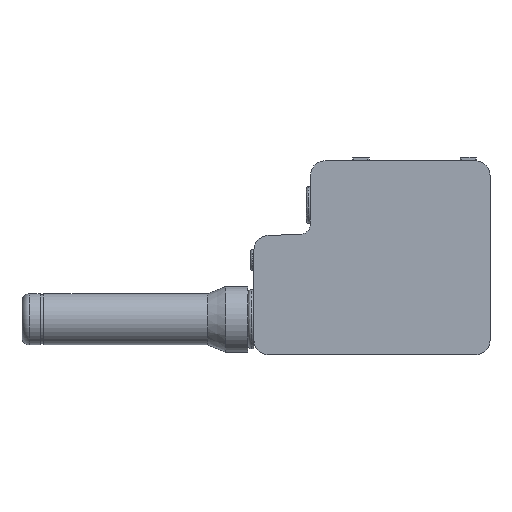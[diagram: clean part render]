
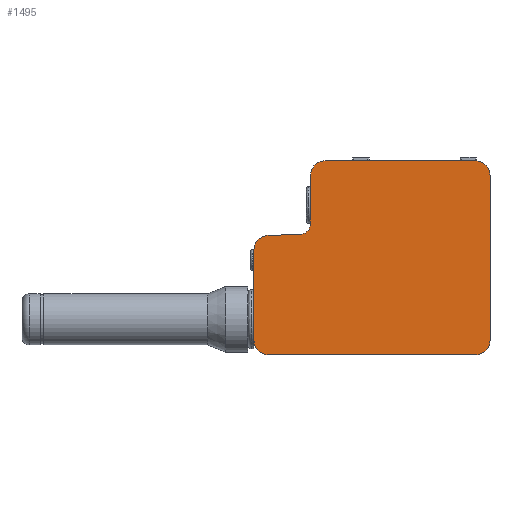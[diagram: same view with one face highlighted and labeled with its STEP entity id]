
A CAD part, front view. The second image highlights one B-rep face of the part: STEP entity #1495.
In plain terms, the highlighted planar face has unit normal (0, -1, 0).
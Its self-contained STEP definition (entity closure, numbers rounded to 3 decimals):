
#15 = VERTEX_POINT ( 'NONE', #1492 ) ;
#97 = DIRECTION ( 'NONE',  ( 0., 1., 0. ) ) ;
#139 = DIRECTION ( 'NONE',  ( 0., 0., 1. ) ) ;
#141 = DIRECTION ( 'NONE',  ( 0., 0., -1. ) ) ;
#293 = DIRECTION ( 'NONE',  ( 1., 0., 0.029 ) ) ;
#330 = DIRECTION ( 'NONE',  ( 0., 0., -1. ) ) ;
#346 = CARTESIAN_POINT ( 'NONE',  ( -25.15, 5.485, 24.666 ) ) ;
#443 = ORIENTED_EDGE ( 'NONE', *, *, #1131, .F. ) ;
#447 = ORIENTED_EDGE ( 'NONE', *, *, #3786, .F. ) ;
#507 = ORIENTED_EDGE ( 'NONE', *, *, #4569, .F. ) ;
#519 = VECTOR ( 'NONE', #3182, 1000. ) ;
#559 = EDGE_CURVE ( 'NONE', #3940, #15, #1505, .T. ) ;
#562 = DIRECTION ( 'NONE',  ( 0., 1., 0. ) ) ;
#643 = FACE_OUTER_BOUND ( 'NONE', #4435, .T. ) ;
#772 = LINE ( 'NONE', #1121, #4266 ) ;
#884 = EDGE_CURVE ( 'NONE', #15, #2933, #4946, .T. ) ;
#889 = CARTESIAN_POINT ( 'NONE',  ( -40.67, 5.485, 24.65 ) ) ;
#894 = VECTOR ( 'NONE', #293, 1000. ) ;
#899 = DIRECTION ( 'NONE',  ( 0., 0., -1. ) ) ;
#1007 = CIRCLE ( 'NONE', #4277, 4. ) ;
#1121 = CARTESIAN_POINT ( 'NONE',  ( -25.15, 5.485, 24.65 ) ) ;
#1131 = EDGE_CURVE ( 'NONE', #4242, #2334, #1959, .T. ) ;
#1412 = CARTESIAN_POINT ( 'NONE',  ( 20.156, 5.485, 28.65 ) ) ;
#1462 = VERTEX_POINT ( 'NONE', #1412 ) ;
#1466 = CARTESIAN_POINT ( 'NONE',  ( -27.995, 5.485, 11.275 ) ) ;
#1492 = CARTESIAN_POINT ( 'NONE',  ( 24.14, 5.485, -20.656 ) ) ;
#1494 = ORIENTED_EDGE ( 'NONE', *, *, #884, .F. ) ;
#1495 = ADVANCED_FACE ( 'NONE', ( #643 ), #3723, .F. ) ;
#1505 = LINE ( 'NONE', #3235, #2062 ) ;
#1607 = CIRCLE ( 'NONE', #4405, 2.845 ) ;
#1642 = DIRECTION ( 'NONE',  ( -1., 0., 0. ) ) ;
#1646 = ORIENTED_EDGE ( 'NONE', *, *, #559, .F. ) ;
#1674 = CARTESIAN_POINT ( 'NONE',  ( -36.67, 5.485, 4.173 ) ) ;
#1705 = CIRCLE ( 'NONE', #2240, 4. ) ;
#1731 = EDGE_CURVE ( 'NONE', #1996, #2002, #772, .T. ) ;
#1773 = VECTOR ( 'NONE', #1642, 1000. ) ;
#1793 = EDGE_CURVE ( 'NONE', #1462, #3940, #1705, .T. ) ;
#1869 = EDGE_CURVE ( 'NONE', #2109, #4242, #2302, .T. ) ;
#1959 = LINE ( 'NONE', #2252, #894 ) ;
#1996 = VERTEX_POINT ( 'NONE', #3085 ) ;
#2002 = VERTEX_POINT ( 'NONE', #346 ) ;
#2033 = CARTESIAN_POINT ( 'NONE',  ( -40.67, 5.485, -20.64 ) ) ;
#2062 = VECTOR ( 'NONE', #899, 1000. ) ;
#2072 = CARTESIAN_POINT ( 'NONE',  ( -36.67, 5.485, -20.64 ) ) ;
#2092 = AXIS2_PLACEMENT_3D ( 'NONE', #1674, #4424, #4010 ) ;
#2109 = VERTEX_POINT ( 'NONE', #3541 ) ;
#2165 = CARTESIAN_POINT ( 'NONE',  ( -21.15, 5.485, 24.65 ) ) ;
#2173 = VERTEX_POINT ( 'NONE', #2033 ) ;
#2177 = DIRECTION ( 'NONE',  ( 0., 0., -1. ) ) ;
#2219 = AXIS2_PLACEMENT_3D ( 'NONE', #2072, #4789, #4810 ) ;
#2240 = AXIS2_PLACEMENT_3D ( 'NONE', #4683, #5102, #2738 ) ;
#2252 = CARTESIAN_POINT ( 'NONE',  ( -36.788, 5.485, 8.172 ) ) ;
#2267 = CARTESIAN_POINT ( 'NONE',  ( 24.14, 5.485, 24.666 ) ) ;
#2302 = CIRCLE ( 'NONE', #2092, 4. ) ;
#2334 = VERTEX_POINT ( 'NONE', #4586 ) ;
#2645 = CARTESIAN_POINT ( 'NONE',  ( -36.788, 5.485, 8.172 ) ) ;
#2695 = VERTEX_POINT ( 'NONE', #3800 ) ;
#2715 = CARTESIAN_POINT ( 'NONE',  ( -21.15, 5.485, 28.65 ) ) ;
#2738 = DIRECTION ( 'NONE',  ( 0., 0., -1. ) ) ;
#2861 = ORIENTED_EDGE ( 'NONE', *, *, #1869, .F. ) ;
#2914 = AXIS2_PLACEMENT_3D ( 'NONE', #4794, #97, #141 ) ;
#2933 = VERTEX_POINT ( 'NONE', #3475 ) ;
#3031 = EDGE_CURVE ( 'NONE', #3593, #2173, #3342, .T. ) ;
#3085 = CARTESIAN_POINT ( 'NONE',  ( -25.15, 5.485, 11.275 ) ) ;
#3182 = DIRECTION ( 'NONE',  ( 1., 0., 0. ) ) ;
#3210 = LINE ( 'NONE', #889, #3392 ) ;
#3235 = CARTESIAN_POINT ( 'NONE',  ( 24.14, 5.485, 24.65 ) ) ;
#3342 = CIRCLE ( 'NONE', #2219, 4. ) ;
#3392 = VECTOR ( 'NONE', #139, 1000. ) ;
#3449 = DIRECTION ( 'NONE',  ( 0., -1., 0. ) ) ;
#3475 = CARTESIAN_POINT ( 'NONE',  ( 20.156, 5.485, -24.64 ) ) ;
#3480 = DIRECTION ( 'NONE',  ( 0., 0., 1. ) ) ;
#3537 = CARTESIAN_POINT ( 'NONE',  ( -36.686, 5.485, -24.64 ) ) ;
#3541 = CARTESIAN_POINT ( 'NONE',  ( -40.67, 5.485, 4.173 ) ) ;
#3593 = VERTEX_POINT ( 'NONE', #3537 ) ;
#3609 = EDGE_CURVE ( 'NONE', #2695, #1462, #4207, .T. ) ;
#3723 = PLANE ( 'NONE',  #4927 ) ;
#3731 = DIRECTION ( 'NONE',  ( 0., 1., 0. ) ) ;
#3786 = EDGE_CURVE ( 'NONE', #2002, #2695, #1007, .T. ) ;
#3800 = CARTESIAN_POINT ( 'NONE',  ( -21.166, 5.485, 28.65 ) ) ;
#3836 = ORIENTED_EDGE ( 'NONE', *, *, #3031, .F. ) ;
#3891 = ORIENTED_EDGE ( 'NONE', *, *, #3609, .F. ) ;
#3940 = VERTEX_POINT ( 'NONE', #2267 ) ;
#4010 = DIRECTION ( 'NONE',  ( 0., 0., -1. ) ) ;
#4207 = LINE ( 'NONE', #2715, #519 ) ;
#4242 = VERTEX_POINT ( 'NONE', #2645 ) ;
#4266 = VECTOR ( 'NONE', #3480, 1000. ) ;
#4277 = AXIS2_PLACEMENT_3D ( 'NONE', #4537, #3731, #2177 ) ;
#4317 = ORIENTED_EDGE ( 'NONE', *, *, #1793, .F. ) ;
#4354 = EDGE_CURVE ( 'NONE', #2933, #3593, #4398, .T. ) ;
#4361 = ORIENTED_EDGE ( 'NONE', *, *, #4715, .F. ) ;
#4373 = ORIENTED_EDGE ( 'NONE', *, *, #1731, .F. ) ;
#4398 = LINE ( 'NONE', #4732, #1773 ) ;
#4405 = AXIS2_PLACEMENT_3D ( 'NONE', #1466, #3449, #330 ) ;
#4424 = DIRECTION ( 'NONE',  ( 0., 1., 0. ) ) ;
#4435 = EDGE_LOOP ( 'NONE', ( #4373, #4361, #443, #2861, #507, #3836, #5084, #1494, #1646, #4317, #3891, #447 ) ) ;
#4537 = CARTESIAN_POINT ( 'NONE',  ( -21.15, 5.485, 24.65 ) ) ;
#4569 = EDGE_CURVE ( 'NONE', #2173, #2109, #3210, .T. ) ;
#4586 = CARTESIAN_POINT ( 'NONE',  ( -27.995, 5.485, 8.43 ) ) ;
#4683 = CARTESIAN_POINT ( 'NONE',  ( 20.14, 5.485, 24.65 ) ) ;
#4715 = EDGE_CURVE ( 'NONE', #2334, #1996, #1607, .T. ) ;
#4732 = CARTESIAN_POINT ( 'NONE',  ( -21.15, 5.485, -24.64 ) ) ;
#4789 = DIRECTION ( 'NONE',  ( 0., 1., 0. ) ) ;
#4794 = CARTESIAN_POINT ( 'NONE',  ( 20.14, 5.485, -20.64 ) ) ;
#4810 = DIRECTION ( 'NONE',  ( 0., 0., -1. ) ) ;
#4892 = DIRECTION ( 'NONE',  ( 0., 0., 1. ) ) ;
#4927 = AXIS2_PLACEMENT_3D ( 'NONE', #2165, #562, #4892 ) ;
#4946 = CIRCLE ( 'NONE', #2914, 4. ) ;
#5084 = ORIENTED_EDGE ( 'NONE', *, *, #4354, .F. ) ;
#5102 = DIRECTION ( 'NONE',  ( 0., 1., 0. ) ) ;
